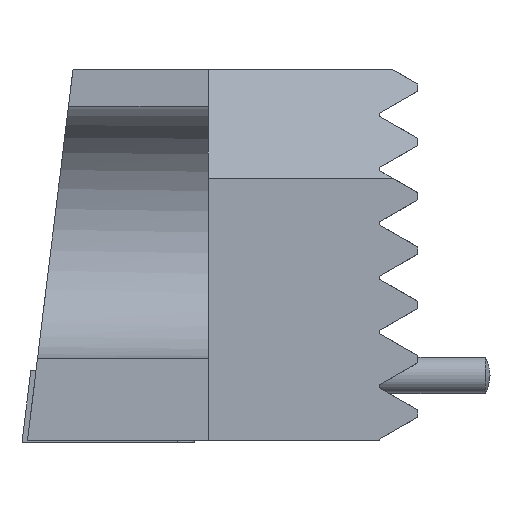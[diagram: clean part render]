
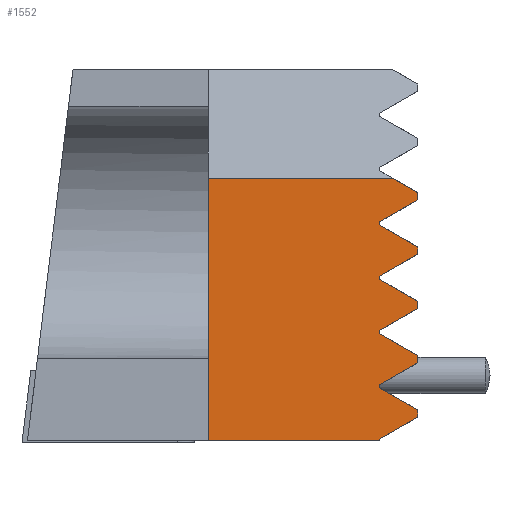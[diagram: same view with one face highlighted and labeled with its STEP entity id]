
A CAD part, left-side view. The second image highlights one B-rep face of the part: STEP entity #1552.
In plain terms, the highlighted planar face has unit normal (-1, 0, 0).
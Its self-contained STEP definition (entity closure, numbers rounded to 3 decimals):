
#116=LINE('',#2424,#252);
#132=LINE('',#2488,#268);
#159=LINE('',#2627,#295);
#162=LINE('',#2633,#298);
#165=LINE('',#2638,#301);
#167=LINE('',#2642,#303);
#169=LINE('',#2647,#305);
#171=LINE('',#2650,#307);
#173=LINE('',#2656,#309);
#177=LINE('',#2663,#313);
#180=LINE('',#2669,#316);
#182=LINE('',#2673,#318);
#187=LINE('',#2684,#323);
#191=LINE('',#2697,#327);
#193=LINE('',#2701,#329);
#198=LINE('',#2712,#334);
#200=LINE('',#2718,#336);
#202=LINE('',#2722,#338);
#203=LINE('',#2724,#339);
#205=LINE('',#2731,#341);
#206=LINE('',#2734,#342);
#207=LINE('',#2736,#343);
#209=LINE('',#2739,#345);
#252=VECTOR('',#1896,10.);
#268=VECTOR('',#1958,10.);
#295=VECTOR('',#2109,10.);
#298=VECTOR('',#2114,10.);
#301=VECTOR('',#2121,10.);
#303=VECTOR('',#2125,10.);
#305=VECTOR('',#2129,10.);
#307=VECTOR('',#2133,10.);
#309=VECTOR('',#2137,10.);
#313=VECTOR('',#2145,10.);
#316=VECTOR('',#2150,10.);
#318=VECTOR('',#2154,10.);
#323=VECTOR('',#2165,10.);
#327=VECTOR('',#2179,10.);
#329=VECTOR('',#2183,10.);
#334=VECTOR('',#2194,10.);
#336=VECTOR('',#2202,10.);
#338=VECTOR('',#2206,10.);
#339=VECTOR('',#2209,10.);
#341=VECTOR('',#2219,10.);
#342=VECTOR('',#2224,10.);
#343=VECTOR('',#2227,10.);
#345=VECTOR('',#2231,10.);
#420=PLANE('',#1801);
#495=FACE_OUTER_BOUND('',#580,.T.);
#580=EDGE_LOOP('',(#1393,#1394,#1395,#1396,#1397,#1398,#1399,#1400,#1401,
#1402,#1403,#1404,#1405,#1406,#1407,#1408,#1409,#1410,#1411,#1412,#1413,
#1414,#1415));
#686=VERTEX_POINT('',#2421);
#687=VERTEX_POINT('',#2423);
#712=VERTEX_POINT('',#2487);
#761=VERTEX_POINT('',#2624);
#762=VERTEX_POINT('',#2626);
#763=VERTEX_POINT('',#2630);
#764=VERTEX_POINT('',#2632);
#765=VERTEX_POINT('',#2640);
#766=VERTEX_POINT('',#2644);
#767=VERTEX_POINT('',#2646);
#768=VERTEX_POINT('',#2652);
#770=VERTEX_POINT('',#2655);
#771=VERTEX_POINT('',#2662);
#772=VERTEX_POINT('',#2666);
#773=VERTEX_POINT('',#2668);
#774=VERTEX_POINT('',#2672);
#777=VERTEX_POINT('',#2682);
#780=VERTEX_POINT('',#2694);
#781=VERTEX_POINT('',#2696);
#782=VERTEX_POINT('',#2700);
#785=VERTEX_POINT('',#2710);
#786=VERTEX_POINT('',#2716);
#787=VERTEX_POINT('',#2720);
#844=EDGE_CURVE('',#686,#687,#116,.T.);
#876=EDGE_CURVE('',#687,#712,#132,.T.);
#946=EDGE_CURVE('',#762,#761,#159,.T.);
#949=EDGE_CURVE('',#764,#763,#162,.T.);
#952=EDGE_CURVE('',#761,#764,#165,.T.);
#954=EDGE_CURVE('',#763,#765,#167,.T.);
#956=EDGE_CURVE('',#767,#766,#169,.T.);
#958=EDGE_CURVE('',#765,#767,#171,.T.);
#960=EDGE_CURVE('',#770,#768,#173,.T.);
#964=EDGE_CURVE('',#771,#762,#177,.T.);
#967=EDGE_CURVE('',#773,#772,#180,.T.);
#969=EDGE_CURVE('',#774,#773,#182,.T.);
#975=EDGE_CURVE('',#772,#777,#187,.T.);
#981=EDGE_CURVE('',#781,#780,#191,.T.);
#983=EDGE_CURVE('',#782,#781,#193,.T.);
#989=EDGE_CURVE('',#780,#785,#198,.T.);
#992=EDGE_CURVE('',#686,#786,#200,.T.);
#994=EDGE_CURVE('',#786,#787,#202,.T.);
#995=EDGE_CURVE('',#768,#712,#203,.T.);
#999=EDGE_CURVE('',#777,#782,#205,.T.);
#1000=EDGE_CURVE('',#787,#771,#206,.T.);
#1001=EDGE_CURVE('',#785,#770,#207,.T.);
#1003=EDGE_CURVE('',#766,#774,#209,.T.);
#1393=ORIENTED_EDGE('',*,*,#954,.T.);
#1394=ORIENTED_EDGE('',*,*,#958,.T.);
#1395=ORIENTED_EDGE('',*,*,#956,.T.);
#1396=ORIENTED_EDGE('',*,*,#1003,.T.);
#1397=ORIENTED_EDGE('',*,*,#969,.T.);
#1398=ORIENTED_EDGE('',*,*,#967,.T.);
#1399=ORIENTED_EDGE('',*,*,#975,.T.);
#1400=ORIENTED_EDGE('',*,*,#999,.T.);
#1401=ORIENTED_EDGE('',*,*,#983,.T.);
#1402=ORIENTED_EDGE('',*,*,#981,.T.);
#1403=ORIENTED_EDGE('',*,*,#989,.T.);
#1404=ORIENTED_EDGE('',*,*,#1001,.T.);
#1405=ORIENTED_EDGE('',*,*,#960,.T.);
#1406=ORIENTED_EDGE('',*,*,#995,.T.);
#1407=ORIENTED_EDGE('',*,*,#876,.F.);
#1408=ORIENTED_EDGE('',*,*,#844,.F.);
#1409=ORIENTED_EDGE('',*,*,#992,.T.);
#1410=ORIENTED_EDGE('',*,*,#994,.T.);
#1411=ORIENTED_EDGE('',*,*,#1000,.T.);
#1412=ORIENTED_EDGE('',*,*,#964,.T.);
#1413=ORIENTED_EDGE('',*,*,#946,.T.);
#1414=ORIENTED_EDGE('',*,*,#952,.T.);
#1415=ORIENTED_EDGE('',*,*,#949,.T.);
#1552=ADVANCED_FACE('',(#495),#420,.T.);
#1801=AXIS2_PLACEMENT_3D('',#2740,#2232,#2233);
#1896=DIRECTION('',(0.,1.,0.));
#1958=DIRECTION('',(0.,0.,1.));
#2109=DIRECTION('',(0.,0.,1.));
#2114=DIRECTION('',(0.,0.,1.));
#2121=DIRECTION('',(0.,-0.866,0.5));
#2125=DIRECTION('',(0.,0.866,0.5));
#2129=DIRECTION('',(0.,-0.866,0.5));
#2133=DIRECTION('',(0.,0.,1.));
#2137=DIRECTION('',(0.,0.866,0.5));
#2145=DIRECTION('',(0.,0.866,0.5));
#2150=DIRECTION('',(0.,0.,1.));
#2154=DIRECTION('',(0.,0.866,0.5));
#2165=DIRECTION('',(0.,-0.866,0.5));
#2179=DIRECTION('',(0.,0.,1.));
#2183=DIRECTION('',(0.,0.866,0.5));
#2194=DIRECTION('',(0.,-0.866,0.5));
#2202=DIRECTION('',(0.,0.,1.));
#2206=DIRECTION('',(0.,-0.866,0.5));
#2209=DIRECTION('',(0.,1.,0.));
#2219=DIRECTION('',(0.,0.,1.));
#2224=DIRECTION('',(0.,0.,1.));
#2227=DIRECTION('',(0.,0.,1.));
#2231=DIRECTION('',(0.,0.,1.));
#2232=DIRECTION('center_axis',(-1.,0.,0.));
#2233=DIRECTION('ref_axis',(0.,0.,1.));
#2421=CARTESIAN_POINT('',(0.,2.1,0.));
#2423=CARTESIAN_POINT('',(0.,11.55,0.));
#2424=CARTESIAN_POINT('',(0.,0.,0.));
#2487=CARTESIAN_POINT('',(0.,11.55,14.5));
#2488=CARTESIAN_POINT('',(0.,11.55,0.));
#2624=CARTESIAN_POINT('',(0.,2.1,3.087));
#2626=CARTESIAN_POINT('',(0.,2.1,2.913));
#2627=CARTESIAN_POINT('',(0.,2.1,1.457));
#2630=CARTESIAN_POINT('',(0.,0.,4.701));
#2632=CARTESIAN_POINT('',(0.,0.,4.299));
#2633=CARTESIAN_POINT('',(0.,0.,0.));
#2638=CARTESIAN_POINT('',(0.,1.981,3.155));
#2640=CARTESIAN_POINT('',(0.,2.1,5.913));
#2642=CARTESIAN_POINT('',(0.,-1.018,4.113));
#2644=CARTESIAN_POINT('',(0.,0.,7.299));
#2646=CARTESIAN_POINT('',(0.,2.1,6.087));
#2647=CARTESIAN_POINT('',(0.,2.63,5.78));
#2650=CARTESIAN_POINT('',(0.,2.1,2.957));
#2652=CARTESIAN_POINT('',(0.,1.384,14.5));
#2655=CARTESIAN_POINT('',(0.,0.,13.701));
#2656=CARTESIAN_POINT('',(0.,-2.966,11.988));
#2662=CARTESIAN_POINT('',(0.,0.,1.701));
#2663=CARTESIAN_POINT('',(0.,-0.368,1.488));
#2666=CARTESIAN_POINT('',(0.,2.1,9.087));
#2668=CARTESIAN_POINT('',(0.,2.1,8.913));
#2669=CARTESIAN_POINT('',(0.,2.1,4.457));
#2672=CARTESIAN_POINT('',(0.,0.,7.701));
#2673=CARTESIAN_POINT('',(0.,-1.667,6.738));
#2682=CARTESIAN_POINT('',(0.,0.,10.299));
#2684=CARTESIAN_POINT('',(0.,3.28,8.405));
#2694=CARTESIAN_POINT('',(0.,2.1,12.087));
#2696=CARTESIAN_POINT('',(0.,2.1,11.913));
#2697=CARTESIAN_POINT('',(0.,2.1,5.957));
#2700=CARTESIAN_POINT('',(0.,0.,10.701));
#2701=CARTESIAN_POINT('',(0.,-2.317,9.363));
#2710=CARTESIAN_POINT('',(0.,0.,13.299));
#2712=CARTESIAN_POINT('',(0.,3.929,11.03));
#2716=CARTESIAN_POINT('',(0.,2.1,0.087));
#2718=CARTESIAN_POINT('',(0.,2.1,0.));
#2720=CARTESIAN_POINT('',(0.,0.,1.299));
#2722=CARTESIAN_POINT('',(0.,1.331,0.53));
#2724=CARTESIAN_POINT('',(0.,0.,14.5));
#2731=CARTESIAN_POINT('',(0.,0.,0.));
#2734=CARTESIAN_POINT('',(0.,0.,0.));
#2736=CARTESIAN_POINT('',(0.,0.,0.));
#2739=CARTESIAN_POINT('',(0.,0.,0.));
#2740=CARTESIAN_POINT('Origin',(0.,0.,0.));
